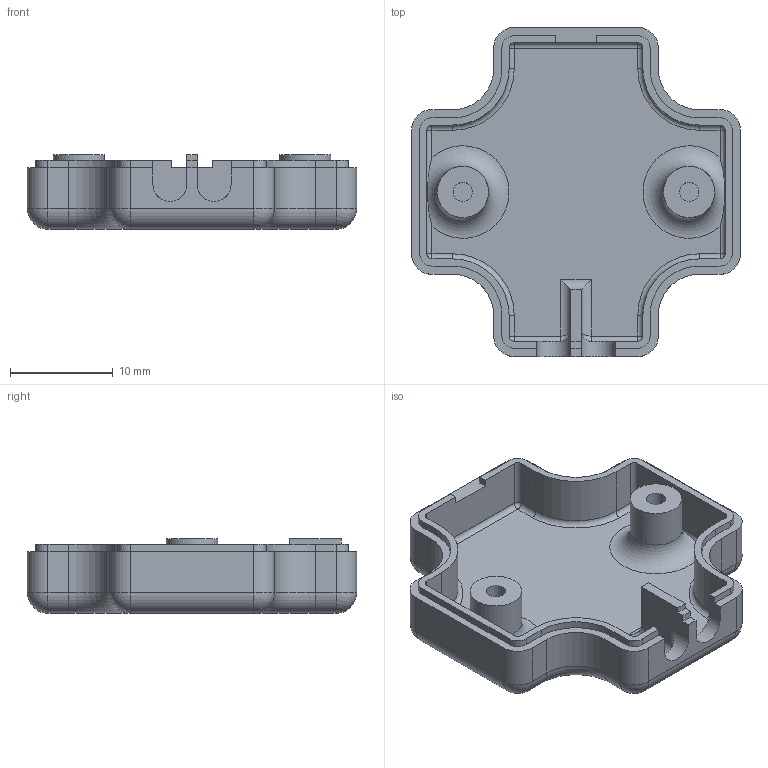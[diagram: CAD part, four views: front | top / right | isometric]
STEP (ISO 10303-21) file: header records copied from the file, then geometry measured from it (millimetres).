
FILE_DESCRIPTION(/* description */ (''),/* implementation_level */ '2;1');
FILE_NAME(/* name */ '45-0116.stp',/* time_stamp */ '2014-07-10T09:30:27-04:00',/* author */ ('Justin'),/* organization */ (''),/* preprocessor_version */ 'ST-DEVELOPER v15.6',/* originating_system */ 'Autodesk Inventor 2015',/* authorisation */ '');
FILE_SCHEMA (('AUTOMOTIVE_DESIGN { 1 0 10303 214 3 1 1 }'));
Length unit declared in the file: millimetre
Products named in the file (1): 45-0116
Bounding box: 32 x 32 x 7.25 mm (x, y, z)
Volume: 2087.6 mm3; surface area: 2975 mm2
Topology: 1 solids, 1 shells, 160 faces, 396 edges, 238 vertices
Faces by surface type: cylinder 72, plane 60, sphere 16, torus 10, bspline 2
Full cylindrical faces by diameter (mm): 1.85 x2, 5 x2
Entity records: 4774 total; most frequent: CARTESIAN_POINT 919, DIRECTION 850, ORIENTED_EDGE 772, EDGE_CURVE 386, AXIS2_PLACEMENT_3D 309, VERTEX_POINT 236, LINE 232, VECTOR 232
